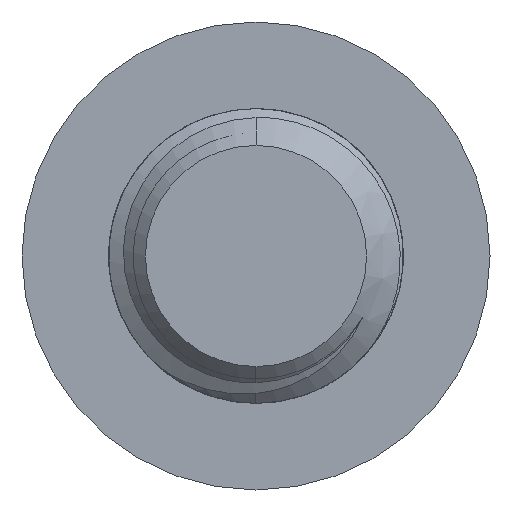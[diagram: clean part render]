
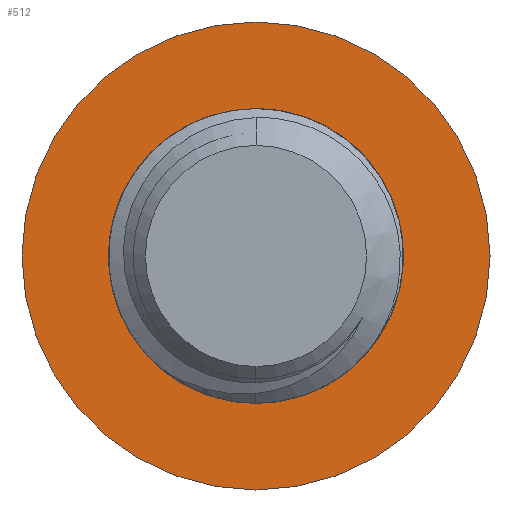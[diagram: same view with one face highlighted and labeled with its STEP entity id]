
A CAD part, left-side view. The second image highlights one B-rep face of the part: STEP entity #512.
In plain terms, the highlighted planar face has unit normal (-1, 0, 0).
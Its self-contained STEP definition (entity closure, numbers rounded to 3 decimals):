
#42 = DIRECTION ( 'NONE',  ( 0., 0., -1. ) ) ;
#317 = EDGE_CURVE ( 'NONE', #3100, #508, #2902, .T. ) ;
#333 = CARTESIAN_POINT ( 'NONE',  ( 230., 0., 0. ) ) ;
#349 = DIRECTION ( 'NONE',  ( 0., 0., -1. ) ) ;
#367 = ORIENTED_EDGE ( 'NONE', *, *, #2301, .T. ) ;
#399 = AXIS2_PLACEMENT_3D ( 'NONE', #333, #3044, #349 ) ;
#508 = VERTEX_POINT ( 'NONE', #3105 ) ;
#512 = ADVANCED_FACE ( 'NONE', ( #1403, #879 ), #2591, .F. ) ;
#605 = AXIS2_PLACEMENT_3D ( 'NONE', #1750, #1800, #2953 ) ;
#754 = CARTESIAN_POINT ( 'NONE',  ( 230., 0., 0. ) ) ;
#756 = AXIS2_PLACEMENT_3D ( 'NONE', #1418, #2830, #1155 ) ;
#762 = EDGE_CURVE ( 'NONE', #1117, #1886, #909, .T. ) ;
#786 = EDGE_CURVE ( 'NONE', #508, #3100, #963, .T. ) ;
#879 = FACE_OUTER_BOUND ( 'NONE', #2296, .T. ) ;
#909 = CIRCLE ( 'NONE', #605, 6. ) ;
#933 = CARTESIAN_POINT ( 'NONE',  ( 230., 0., 6. ) ) ;
#963 = CIRCLE ( 'NONE', #399, 9.525 ) ;
#1084 = DIRECTION ( 'NONE',  ( 1., 0., 0. ) ) ;
#1117 = VERTEX_POINT ( 'NONE', #933 ) ;
#1155 = DIRECTION ( 'NONE',  ( 0., 0., -1. ) ) ;
#1228 = DIRECTION ( 'NONE',  ( 1., 0., 0. ) ) ;
#1279 = AXIS2_PLACEMENT_3D ( 'NONE', #754, #1228, #42 ) ;
#1300 = CARTESIAN_POINT ( 'NONE',  ( 230., 0., 0. ) ) ;
#1318 = DIRECTION ( 'NONE',  ( 0., 0., -1. ) ) ;
#1403 = FACE_BOUND ( 'NONE', #2355, .T. ) ;
#1418 = CARTESIAN_POINT ( 'NONE',  ( 230., 0., 0. ) ) ;
#1748 = ORIENTED_EDGE ( 'NONE', *, *, #317, .F. ) ;
#1750 = CARTESIAN_POINT ( 'NONE',  ( 230., 0., 0. ) ) ;
#1800 = DIRECTION ( 'NONE',  ( 1., 0., 0. ) ) ;
#1803 = ORIENTED_EDGE ( 'NONE', *, *, #762, .T. ) ;
#1886 = VERTEX_POINT ( 'NONE', #3031 ) ;
#1979 = CARTESIAN_POINT ( 'NONE',  ( 230., 0., -9.525 ) ) ;
#2296 = EDGE_LOOP ( 'NONE', ( #2583, #1748 ) ) ;
#2301 = EDGE_CURVE ( 'NONE', #1886, #1117, #2425, .T. ) ;
#2355 = EDGE_LOOP ( 'NONE', ( #1803, #367 ) ) ;
#2425 = CIRCLE ( 'NONE', #2674, 6. ) ;
#2583 = ORIENTED_EDGE ( 'NONE', *, *, #786, .F. ) ;
#2591 = PLANE ( 'NONE',  #756 ) ;
#2674 = AXIS2_PLACEMENT_3D ( 'NONE', #1300, #1084, #1318 ) ;
#2830 = DIRECTION ( 'NONE',  ( 1., 0., 0. ) ) ;
#2902 = CIRCLE ( 'NONE', #1279, 9.525 ) ;
#2953 = DIRECTION ( 'NONE',  ( 0., 0., -1. ) ) ;
#3031 = CARTESIAN_POINT ( 'NONE',  ( 230., 0., -6. ) ) ;
#3044 = DIRECTION ( 'NONE',  ( 1., 0., 0. ) ) ;
#3100 = VERTEX_POINT ( 'NONE', #1979 ) ;
#3105 = CARTESIAN_POINT ( 'NONE',  ( 230., 0., 9.525 ) ) ;
